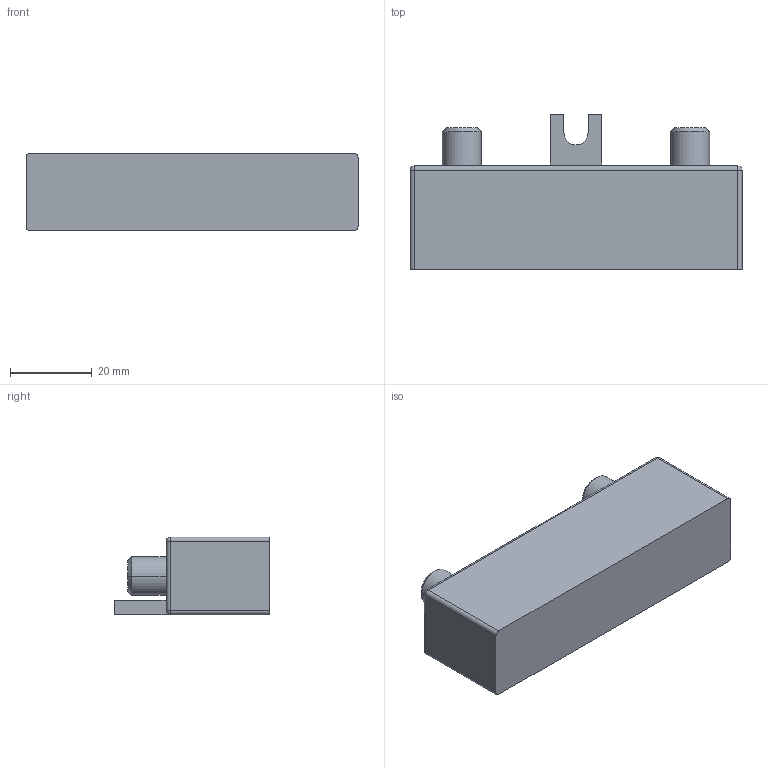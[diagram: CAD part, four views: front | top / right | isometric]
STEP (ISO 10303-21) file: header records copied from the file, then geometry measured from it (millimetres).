
FILE_DESCRIPTION((''),'2;1');
FILE_NAME('1740_SERIES','2012-08-24T',('ryans'),('Bourns, Inc.'),'PRO/ENGINEER BY PARAMETRIC TECHNOLOGY CORPORATION, 2010100','PRO/ENGINEER BY PARAMETRIC TECHNOLOGY CORPORATION, 2010100','');
FILE_SCHEMA(('CONFIG_CONTROL_DESIGN'));
Length unit declared in the file: millimetre
Products named in the file (1): 1740_SERIES
Bounding box: 81.28 x 38.1 x 19.05 mm (x, y, z)
Volume: 41013 mm3; surface area: 8970.8 mm2
Topology: 1 solids, 1 shells, 37 faces, 83 edges, 50 vertices
Faces by surface type: plane 15, cylinder 14, sphere 4, cone 4
Entity records: 1059 total; most frequent: DIRECTION 189, CARTESIAN_POINT 170, ORIENTED_EDGE 166, EDGE_CURVE 83, AXIS2_PLACEMENT_3D 69, VECTOR 51, LINE 51, VERTEX_POINT 50
